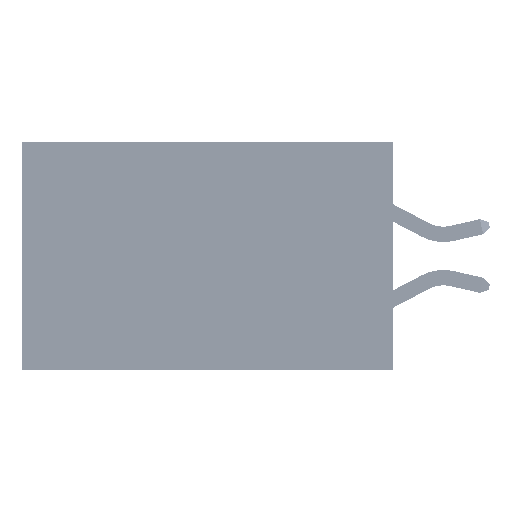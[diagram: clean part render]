
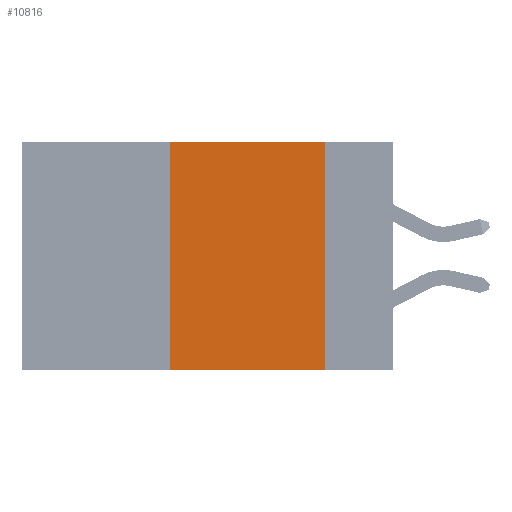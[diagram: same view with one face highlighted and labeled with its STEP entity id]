
A CAD part, left-side view. The second image highlights one B-rep face of the part: STEP entity #10816.
In plain terms, the highlighted planar face has unit normal (-1, 0, 0).
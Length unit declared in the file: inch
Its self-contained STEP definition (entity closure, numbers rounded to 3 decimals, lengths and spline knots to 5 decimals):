
#962 = DIRECTION ( 'NONE',  ( 0., -1., 0. ) ) ;
#4663 = LINE ( 'NONE', #18151, #46083 ) ;
#6442 = DIRECTION ( 'NONE',  ( 0., -1., 0. ) ) ;
#10816 = ADVANCED_FACE ( 'NONE', ( #21480 ), #28582, .F. ) ;
#10973 = EDGE_CURVE ( 'NONE', #41826, #37492, #4663, .T. ) ;
#13767 = DIRECTION ( 'NONE',  ( 0., 0., 1. ) ) ;
#14921 = ORIENTED_EDGE ( 'NONE', *, *, #20269, .F. ) ;
#16905 = DIRECTION ( 'NONE',  ( 0., 0., -1. ) ) ;
#17033 = DIRECTION ( 'NONE',  ( 1., 0., 0. ) ) ;
#17191 = CARTESIAN_POINT ( 'NONE',  ( 0., 0.6, 0. ) ) ;
#18151 = CARTESIAN_POINT ( 'NONE',  ( 0., 0.36, 0. ) ) ;
#19396 = CARTESIAN_POINT ( 'NONE',  ( 0., 0.36, -0.37 ) ) ;
#20269 = EDGE_CURVE ( 'NONE', #37492, #29736, #38756, .T. ) ;
#21480 = FACE_OUTER_BOUND ( 'NONE', #36059, .T. ) ;
#21746 = EDGE_CURVE ( 'NONE', #41826, #28443, #36917, .T. ) ;
#22910 = VECTOR ( 'NONE', #962, 39.37008 ) ;
#27107 = CARTESIAN_POINT ( 'NONE',  ( 0., 0.36, 0. ) ) ;
#27642 = VECTOR ( 'NONE', #6442, 39.37008 ) ;
#28152 = EDGE_CURVE ( 'NONE', #29736, #28443, #33605, .T. ) ;
#28443 = VERTEX_POINT ( 'NONE', #37122 ) ;
#28582 = PLANE ( 'NONE',  #44954 ) ;
#29736 = VERTEX_POINT ( 'NONE', #39091 ) ;
#31254 = ORIENTED_EDGE ( 'NONE', *, *, #28152, .F. ) ;
#31604 = CARTESIAN_POINT ( 'NONE',  ( 0., 0.11, 0. ) ) ;
#31888 = VECTOR ( 'NONE', #16905, 39.37008 ) ;
#33605 = LINE ( 'NONE', #31604, #31888 ) ;
#36059 = EDGE_LOOP ( 'NONE', ( #31254, #14921, #42982, #38736 ) ) ;
#36917 = LINE ( 'NONE', #38266, #22910 ) ;
#37122 = CARTESIAN_POINT ( 'NONE',  ( 0., 0.11, -0.37 ) ) ;
#37492 = VERTEX_POINT ( 'NONE', #27107 ) ;
#38266 = CARTESIAN_POINT ( 'NONE',  ( 0., 0.6, -0.37 ) ) ;
#38736 = ORIENTED_EDGE ( 'NONE', *, *, #21746, .T. ) ;
#38756 = LINE ( 'NONE', #44293, #27642 ) ;
#39091 = CARTESIAN_POINT ( 'NONE',  ( 0., 0.11, 0. ) ) ;
#41826 = VERTEX_POINT ( 'NONE', #19396 ) ;
#42982 = ORIENTED_EDGE ( 'NONE', *, *, #10973, .F. ) ;
#43190 = DIRECTION ( 'NONE',  ( 0., 0., -1. ) ) ;
#44293 = CARTESIAN_POINT ( 'NONE',  ( 0., 0.6, 0. ) ) ;
#44954 = AXIS2_PLACEMENT_3D ( 'NONE', #17191, #17033, #43190 ) ;
#46083 = VECTOR ( 'NONE', #13767, 39.37008 ) ;
